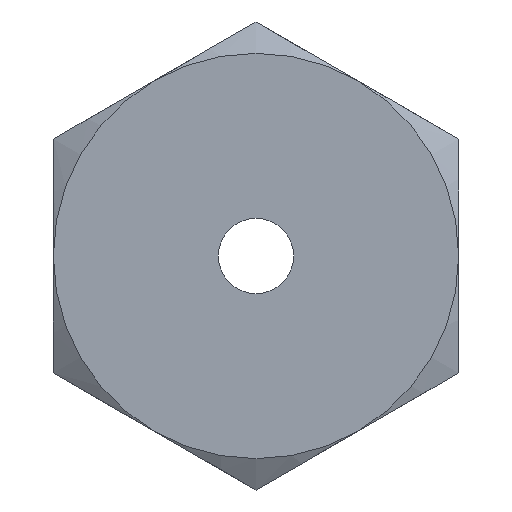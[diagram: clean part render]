
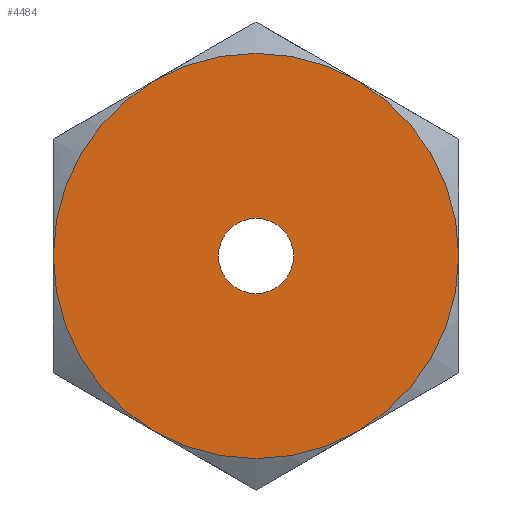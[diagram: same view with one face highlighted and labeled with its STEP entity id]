
A CAD part, left-side view. The second image highlights one B-rep face of the part: STEP entity #4484.
In plain terms, the highlighted planar face has unit normal (-1, 0, 0).
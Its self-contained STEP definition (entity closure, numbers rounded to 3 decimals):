
#1908=CARTESIAN_POINT('',(-2.,1.375,
-2.382));
#1936=CARTESIAN_POINT('',(-2.,2.75,
0.));
#1960=CARTESIAN_POINT('',(-2.,1.375,2.382));
#1986=CARTESIAN_POINT('',(-2.,-1.375,
2.382));
#2012=CARTESIAN_POINT('',(-2.,-2.75,
0.));
#2038=CARTESIAN_POINT('',(-2.,-1.375,
-2.382));
#2053=CARTESIAN_POINT('',(-2.,0.,0.));
#2054=DIRECTION('',(-1.,0.,0.));
#2055=DIRECTION('',(0.,1.,0.));
#2056=AXIS2_PLACEMENT_3D('',#2053,#2054,#2055);
#2058=CARTESIAN_POINT('',(-2.,0.,0.));
#2059=DIRECTION('',(-1.,0.,0.));
#2060=DIRECTION('',(0.,0.5,0.866));
#2061=AXIS2_PLACEMENT_3D('',#2058,#2059,#2060);
#2063=CARTESIAN_POINT('',(-2.,0.,0.));
#2064=DIRECTION('',(-1.,0.,0.));
#2065=DIRECTION('',(0.,-0.5,0.866));
#2066=AXIS2_PLACEMENT_3D('',#2063,#2064,#2065);
#2068=CARTESIAN_POINT('',(-2.,0.,0.));
#2069=DIRECTION('',(-1.,0.,0.));
#2070=DIRECTION('',(0.,-1.,0.));
#2071=AXIS2_PLACEMENT_3D('',#2068,#2069,#2070);
#2073=CARTESIAN_POINT('',(-2.,0.,0.));
#2074=DIRECTION('',(-1.,0.,0.));
#2075=DIRECTION('',(0.,-0.5,-0.866));
#2076=AXIS2_PLACEMENT_3D('',#2073,#2074,#2075);
#2078=CARTESIAN_POINT('',(-2.,0.,0.));
#2079=DIRECTION('',(-1.,0.,0.));
#2080=DIRECTION('',(0.,0.5,-0.866));
#2081=AXIS2_PLACEMENT_3D('',#2078,#2079,#2080);
#2083=CARTESIAN_POINT('',(-2.,0.,0.));
#2084=DIRECTION('',(1.,0.,0.));
#2085=DIRECTION('',(0.,-1.,0.));
#2086=AXIS2_PLACEMENT_3D('',#2083,#2084,#2085);
#2088=CARTESIAN_POINT('',(-2.,0.,0.));
#2089=DIRECTION('',(1.,0.,0.));
#2090=DIRECTION('',(0.,1.,0.));
#2091=AXIS2_PLACEMENT_3D('',#2088,#2089,#2090);
#2174=VERTEX_POINT('',#1908);
#2176=VERTEX_POINT('',#1936);
#2179=VERTEX_POINT('',#1960);
#2181=VERTEX_POINT('',#1986);
#2183=VERTEX_POINT('',#2012);
#2184=VERTEX_POINT('',#2038);
#2217=CARTESIAN_POINT('',(-2.,-0.51,0.));
#2218=CARTESIAN_POINT('',(-2.,0.51,0.));
#2219=VERTEX_POINT('',#2217);
#2220=VERTEX_POINT('',#2218);
#4462=CARTESIAN_POINT('',(-2.,0.,0.));
#4463=DIRECTION('',(1.,0.,0.));
#4464=DIRECTION('',(0.,1.,0.));
#4465=AXIS2_PLACEMENT_3D('',#4462,#4463,#4464);
#4466=PLANE('',#4465);
#4467=ORIENTED_EDGE('',*,*,#4433,.F.);
#4469=ORIENTED_EDGE('',*,*,#4468,.F.);
#4471=ORIENTED_EDGE('',*,*,#4470,.F.);
#4473=ORIENTED_EDGE('',*,*,#4472,.F.);
#4474=ORIENTED_EDGE('',*,*,#4457,.F.);
#4475=ORIENTED_EDGE('',*,*,#4444,.F.);
#4476=EDGE_LOOP('',(#4467,#4469,#4471,#4473,#4474,#4475));
#4477=FACE_OUTER_BOUND('',#4476,.F.);
#4479=ORIENTED_EDGE('',*,*,#4478,.F.);
#4481=ORIENTED_EDGE('',*,*,#4480,.F.);
#4482=EDGE_LOOP('',(#4479,#4481));
#4483=FACE_BOUND('',#4482,.F.);
#2057=CIRCLE('',#2056,2.75);
#2062=CIRCLE('',#2061,2.75);
#2067=CIRCLE('',#2066,2.75);
#2072=CIRCLE('',#2071,2.75);
#2077=CIRCLE('',#2076,2.75);
#2082=CIRCLE('',#2081,2.75);
#2087=CIRCLE('',#2086,0.51);
#2092=CIRCLE('',#2091,0.51);
#4433=EDGE_CURVE('',#2176,#2174,#2057,.T.);
#4444=EDGE_CURVE('',#2174,#2184,#2082,.T.);
#4457=EDGE_CURVE('',#2184,#2183,#2077,.T.);
#4468=EDGE_CURVE('',#2179,#2176,#2062,.T.);
#4470=EDGE_CURVE('',#2181,#2179,#2067,.T.);
#4472=EDGE_CURVE('',#2183,#2181,#2072,.T.);
#4478=EDGE_CURVE('',#2219,#2220,#2087,.T.);
#4480=EDGE_CURVE('',#2220,#2219,#2092,.T.);
#4484=ADVANCED_FACE('',(#4477,#4483),#4466,.F.);
